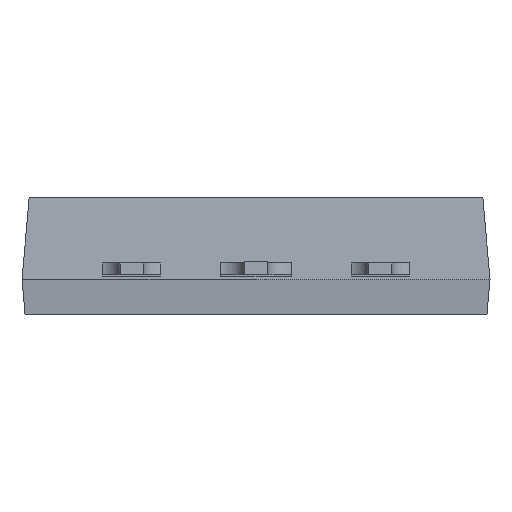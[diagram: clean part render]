
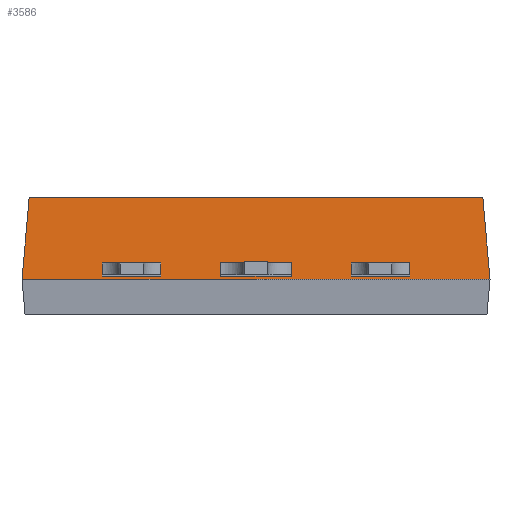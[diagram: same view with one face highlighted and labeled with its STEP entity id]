
A CAD part, front view. The second image highlights one B-rep face of the part: STEP entity #3586.
In plain terms, the highlighted planar face has unit normal (0, -0.996, 0.087).
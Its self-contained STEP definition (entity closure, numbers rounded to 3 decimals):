
#7 = EDGE_CURVE ( 'NONE', #1186, #2868, #416, .T. ) ;
#45 = EDGE_LOOP ( 'NONE', ( #2596, #3299, #292, #1349 ) ) ;
#74 = VECTOR ( 'NONE', #2022, 1000. ) ;
#138 = VERTEX_POINT ( 'NONE', #3778 ) ;
#154 = LINE ( 'NONE', #1116, #291 ) ;
#182 = EDGE_LOOP ( 'NONE', ( #579, #2005, #3436, #1461 ) ) ;
#189 = EDGE_CURVE ( 'NONE', #3722, #3509, #205, .T. ) ;
#205 = LINE ( 'NONE', #3631, #3024 ) ;
#271 = CARTESIAN_POINT ( 'NONE',  ( -10., -12.939, 0.702 ) ) ;
#291 = VECTOR ( 'NONE', #3497, 1000. ) ;
#292 = ORIENTED_EDGE ( 'NONE', *, *, #3741, .F. ) ;
#331 = CARTESIAN_POINT ( 'NONE',  ( 4.06, -13., 0. ) ) ;
#378 = VECTOR ( 'NONE', #3214, 1000. ) ;
#399 = DIRECTION ( 'NONE',  ( 0., -0.087, -0.996 ) ) ;
#400 = DIRECTION ( 'NONE',  ( 1., 0., 0. ) ) ;
#416 = LINE ( 'NONE', #2611, #547 ) ;
#434 = EDGE_CURVE ( 'NONE', #2572, #1186, #154, .T. ) ;
#498 = DIRECTION ( 'NONE',  ( 0.087, -0.087, -0.992 ) ) ;
#543 = VERTEX_POINT ( 'NONE', #3455 ) ;
#547 = VECTOR ( 'NONE', #1064, 1000. ) ;
#575 = CARTESIAN_POINT ( 'NONE',  ( -9.694, -12.694, 3.5 ) ) ;
#579 = ORIENTED_EDGE ( 'NONE', *, *, #3106, .T. ) ;
#623 = CARTESIAN_POINT ( 'NONE',  ( 4.06, -12.939, 0.702 ) ) ;
#631 = ORIENTED_EDGE ( 'NONE', *, *, #1359, .F. ) ;
#643 = DIRECTION ( 'NONE',  ( 0., -0.996, 0.087 ) ) ;
#665 = CARTESIAN_POINT ( 'NONE',  ( 6.56, -12.939, 0.702 ) ) ;
#702 = LINE ( 'NONE', #1920, #2554 ) ;
#773 = VECTOR ( 'NONE', #3626, 1000. ) ;
#796 = EDGE_CURVE ( 'NONE', #138, #3722, #2039, .T. ) ;
#864 = CARTESIAN_POINT ( 'NONE',  ( -6.56, -12.988, 0.142 ) ) ;
#911 = LINE ( 'NONE', #2416, #2164 ) ;
#987 = FACE_BOUND ( 'NONE', #3379, .T. ) ;
#1031 = CARTESIAN_POINT ( 'NONE',  ( -4.06, -12.939, 0.702 ) ) ;
#1039 = ORIENTED_EDGE ( 'NONE', *, *, #3390, .F. ) ;
#1064 = DIRECTION ( 'NONE',  ( 0., -0.087, -0.996 ) ) ;
#1092 = DIRECTION ( 'NONE',  ( -1., 0., 0. ) ) ;
#1116 = CARTESIAN_POINT ( 'NONE',  ( -10., -12.939, 0.702 ) ) ;
#1140 = CARTESIAN_POINT ( 'NONE',  ( 1.5, -13., 0. ) ) ;
#1144 = CARTESIAN_POINT ( 'NONE',  ( -6.56, -12.939, 0.702 ) ) ;
#1186 = VERTEX_POINT ( 'NONE', #1144 ) ;
#1227 = LINE ( 'NONE', #2457, #1655 ) ;
#1349 = ORIENTED_EDGE ( 'NONE', *, *, #1683, .F. ) ;
#1359 = EDGE_CURVE ( 'NONE', #2470, #1730, #3312, .T. ) ;
#1364 = EDGE_CURVE ( 'NONE', #1730, #2675, #3355, .T. ) ;
#1399 = VECTOR ( 'NONE', #1092, 1000. ) ;
#1406 = CARTESIAN_POINT ( 'NONE',  ( 6.56, -13., 0. ) ) ;
#1461 = ORIENTED_EDGE ( 'NONE', *, *, #1579, .T. ) ;
#1498 = LINE ( 'NONE', #2709, #773 ) ;
#1543 = ORIENTED_EDGE ( 'NONE', *, *, #2494, .F. ) ;
#1556 = VERTEX_POINT ( 'NONE', #2438 ) ;
#1559 = CARTESIAN_POINT ( 'NONE',  ( 4.06, -12.988, 0.142 ) ) ;
#1579 = EDGE_CURVE ( 'NONE', #1744, #1556, #911, .T. ) ;
#1655 = VECTOR ( 'NONE', #1844, 1000. ) ;
#1683 = EDGE_CURVE ( 'NONE', #3509, #2411, #2802, .T. ) ;
#1730 = VERTEX_POINT ( 'NONE', #1559 ) ;
#1734 = ORIENTED_EDGE ( 'NONE', *, *, #7, .F. ) ;
#1744 = VERTEX_POINT ( 'NONE', #575 ) ;
#1844 = DIRECTION ( 'NONE',  ( 0., 0.087, 0.996 ) ) ;
#1920 = CARTESIAN_POINT ( 'NONE',  ( 0., -12.694, 3.5 ) ) ;
#1922 = VERTEX_POINT ( 'NONE', #665 ) ;
#2005 = ORIENTED_EDGE ( 'NONE', *, *, #3689, .F. ) ;
#2022 = DIRECTION ( 'NONE',  ( 1., 0., 0. ) ) ;
#2039 = LINE ( 'NONE', #271, #2297 ) ;
#2056 = LINE ( 'NONE', #3882, #2697 ) ;
#2108 = VECTOR ( 'NONE', #3510, 1000. ) ;
#2164 = VECTOR ( 'NONE', #3282, 1000. ) ;
#2208 = PLANE ( 'NONE',  #2261 ) ;
#2261 = AXIS2_PLACEMENT_3D ( 'NONE', #3393, #643, #399 ) ;
#2297 = VECTOR ( 'NONE', #3244, 1000. ) ;
#2300 = CARTESIAN_POINT ( 'NONE',  ( 9.694, -12.694, 3.5 ) ) ;
#2340 = CARTESIAN_POINT ( 'NONE',  ( -10., -12.939, 0.702 ) ) ;
#2357 = DIRECTION ( 'NONE',  ( 0., -0.087, -0.996 ) ) ;
#2411 = VERTEX_POINT ( 'NONE', #2645 ) ;
#2416 = CARTESIAN_POINT ( 'NONE',  ( -10., -13., 0. ) ) ;
#2438 = CARTESIAN_POINT ( 'NONE',  ( -10., -13., 0. ) ) ;
#2457 = CARTESIAN_POINT ( 'NONE',  ( -4.06, -13., 0. ) ) ;
#2458 = ORIENTED_EDGE ( 'NONE', *, *, #2990, .F. ) ;
#2470 = VERTEX_POINT ( 'NONE', #623 ) ;
#2485 = DIRECTION ( 'NONE',  ( 1., 0., 0. ) ) ;
#2494 = EDGE_CURVE ( 'NONE', #2809, #2572, #1227, .T. ) ;
#2514 = CARTESIAN_POINT ( 'NONE',  ( 6.56, -12.988, 0.142 ) ) ;
#2554 = VECTOR ( 'NONE', #3081, 1000. ) ;
#2572 = VERTEX_POINT ( 'NONE', #1031 ) ;
#2585 = EDGE_LOOP ( 'NONE', ( #631, #3026, #1039, #3666 ) ) ;
#2592 = EDGE_CURVE ( 'NONE', #1744, #2805, #702, .T. ) ;
#2596 = ORIENTED_EDGE ( 'NONE', *, *, #189, .F. ) ;
#2611 = CARTESIAN_POINT ( 'NONE',  ( -6.56, -13., 0. ) ) ;
#2645 = CARTESIAN_POINT ( 'NONE',  ( 1.5, -12.988, 0.142 ) ) ;
#2673 = CARTESIAN_POINT ( 'NONE',  ( -4.06, -12.988, 0.142 ) ) ;
#2675 = VERTEX_POINT ( 'NONE', #2514 ) ;
#2677 = VECTOR ( 'NONE', #400, 1000. ) ;
#2697 = VECTOR ( 'NONE', #498, 1000. ) ;
#2709 = CARTESIAN_POINT ( 'NONE',  ( -10., -13., 0. ) ) ;
#2790 = CARTESIAN_POINT ( 'NONE',  ( -10., -12.988, 0.142 ) ) ;
#2796 = EDGE_CURVE ( 'NONE', #1922, #2470, #3561, .T. ) ;
#2802 = LINE ( 'NONE', #3680, #2677 ) ;
#2805 = VERTEX_POINT ( 'NONE', #2300 ) ;
#2809 = VERTEX_POINT ( 'NONE', #2673 ) ;
#2832 = FACE_OUTER_BOUND ( 'NONE', #182, .T. ) ;
#2868 = VERTEX_POINT ( 'NONE', #864 ) ;
#2990 = EDGE_CURVE ( 'NONE', #2868, #2809, #3548, .T. ) ;
#3020 = DIRECTION ( 'NONE',  ( 0., -0.087, -0.996 ) ) ;
#3024 = VECTOR ( 'NONE', #2357, 1000. ) ;
#3026 = ORIENTED_EDGE ( 'NONE', *, *, #2796, .F. ) ;
#3081 = DIRECTION ( 'NONE',  ( 1., 0., 0. ) ) ;
#3106 = EDGE_CURVE ( 'NONE', #1556, #543, #1498, .T. ) ;
#3214 = DIRECTION ( 'NONE',  ( 0., 0.087, 0.996 ) ) ;
#3244 = DIRECTION ( 'NONE',  ( -1., 0., 0. ) ) ;
#3282 = DIRECTION ( 'NONE',  ( -0.087, -0.087, -0.992 ) ) ;
#3299 = ORIENTED_EDGE ( 'NONE', *, *, #796, .F. ) ;
#3312 = LINE ( 'NONE', #331, #3348 ) ;
#3348 = VECTOR ( 'NONE', #3020, 1000. ) ;
#3355 = LINE ( 'NONE', #2790, #3410 ) ;
#3362 = FACE_BOUND ( 'NONE', #2585, .T. ) ;
#3376 = FACE_BOUND ( 'NONE', #45, .T. ) ;
#3379 = EDGE_LOOP ( 'NONE', ( #2458, #1734, #3645, #1543 ) ) ;
#3390 = EDGE_CURVE ( 'NONE', #2675, #1922, #3836, .T. ) ;
#3393 = CARTESIAN_POINT ( 'NONE',  ( -10., -13., 0. ) ) ;
#3410 = VECTOR ( 'NONE', #2485, 1000. ) ;
#3436 = ORIENTED_EDGE ( 'NONE', *, *, #2592, .F. ) ;
#3455 = CARTESIAN_POINT ( 'NONE',  ( 10., -13., 0. ) ) ;
#3497 = DIRECTION ( 'NONE',  ( -1., 0., 0. ) ) ;
#3509 = VERTEX_POINT ( 'NONE', #3623 ) ;
#3510 = DIRECTION ( 'NONE',  ( 0., 0.087, 0.996 ) ) ;
#3524 = CARTESIAN_POINT ( 'NONE',  ( -10., -12.988, 0.142 ) ) ;
#3548 = LINE ( 'NONE', #3524, #74 ) ;
#3561 = LINE ( 'NONE', #2340, #1399 ) ;
#3586 = ADVANCED_FACE ( 'NONE', ( #3362, #2832, #3376, #987 ), #2208, .T. ) ;
#3623 = CARTESIAN_POINT ( 'NONE',  ( -1.5, -12.988, 0.142 ) ) ;
#3626 = DIRECTION ( 'NONE',  ( 1., 0., 0. ) ) ;
#3631 = CARTESIAN_POINT ( 'NONE',  ( -1.5, -13., 0. ) ) ;
#3645 = ORIENTED_EDGE ( 'NONE', *, *, #434, .F. ) ;
#3666 = ORIENTED_EDGE ( 'NONE', *, *, #1364, .F. ) ;
#3680 = CARTESIAN_POINT ( 'NONE',  ( -10., -12.988, 0.142 ) ) ;
#3689 = EDGE_CURVE ( 'NONE', #2805, #543, #2056, .T. ) ;
#3722 = VERTEX_POINT ( 'NONE', #3866 ) ;
#3741 = EDGE_CURVE ( 'NONE', #2411, #138, #3843, .T. ) ;
#3778 = CARTESIAN_POINT ( 'NONE',  ( 1.5, -12.939, 0.702 ) ) ;
#3836 = LINE ( 'NONE', #1406, #2108 ) ;
#3843 = LINE ( 'NONE', #1140, #378 ) ;
#3866 = CARTESIAN_POINT ( 'NONE',  ( -1.5, -12.939, 0.702 ) ) ;
#3882 = CARTESIAN_POINT ( 'NONE',  ( 9.804, -12.804, 2.24 ) ) ;
